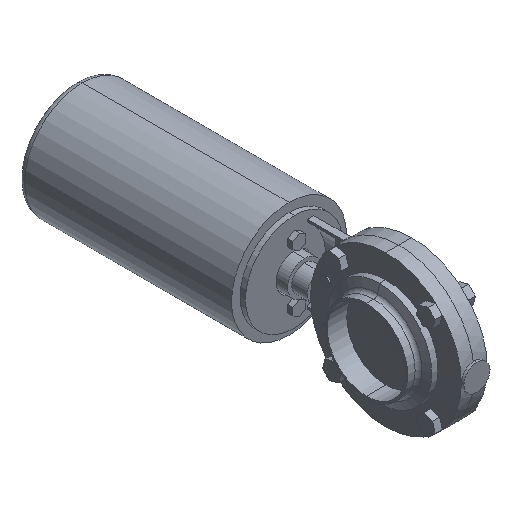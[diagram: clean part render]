
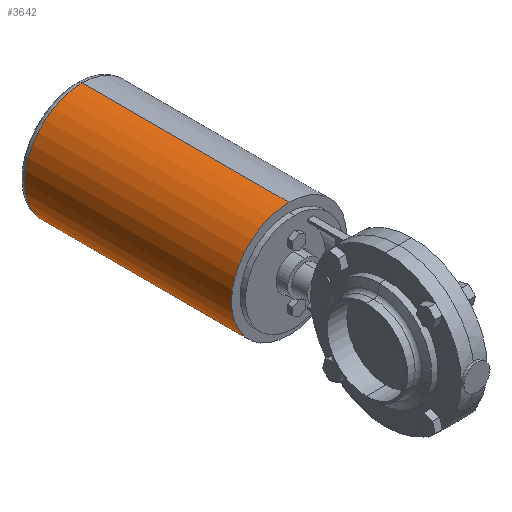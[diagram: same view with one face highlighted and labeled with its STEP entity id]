
A CAD part, isometric view. The second image highlights one B-rep face of the part: STEP entity #3642.
In plain terms, the highlighted cylindrical face has radius 44.25 mm (diameter 88.5 mm), a partial arc.
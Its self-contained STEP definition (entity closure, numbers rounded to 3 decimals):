
#42 = AXIS2_PLACEMENT_3D ( 'NONE', #549, #1715, #565 ) ;
#219 = EDGE_CURVE ( 'NONE', #4458, #360, #4679, .T. ) ;
#360 = VERTEX_POINT ( 'NONE', #1107 ) ;
#376 = CARTESIAN_POINT ( 'NONE',  ( 0., 164., -44.25 ) ) ;
#496 = VECTOR ( 'NONE', #4784, 1000. ) ;
#526 = CARTESIAN_POINT ( 'NONE',  ( 0., 164., 0. ) ) ;
#549 = CARTESIAN_POINT ( 'NONE',  ( 0., 159., 0. ) ) ;
#551 = CYLINDRICAL_SURFACE ( 'NONE', #4192, 44.25 ) ;
#565 = DIRECTION ( 'NONE',  ( 0., 0., 1. ) ) ;
#571 = CIRCLE ( 'NONE', #42, 44.25 ) ;
#1064 = CARTESIAN_POINT ( 'NONE',  ( 0., 0., -44.25 ) ) ;
#1077 = CARTESIAN_POINT ( 'NONE',  ( 0., 0., 0. ) ) ;
#1107 = CARTESIAN_POINT ( 'NONE',  ( 0., 0., 44.25 ) ) ;
#1156 = VERTEX_POINT ( 'NONE', #3296 ) ;
#1370 = LINE ( 'NONE', #5021, #4842 ) ;
#1715 = DIRECTION ( 'NONE',  ( 0., -1., 0. ) ) ;
#1869 = FACE_OUTER_BOUND ( 'NONE', #3995, .T. ) ;
#2059 = ORIENTED_EDGE ( 'NONE', *, *, #219, .T. ) ;
#2281 = DIRECTION ( 'NONE',  ( 0., 0., 1. ) ) ;
#2541 = ORIENTED_EDGE ( 'NONE', *, *, #2749, .T. ) ;
#2749 = EDGE_CURVE ( 'NONE', #2934, #4458, #3459, .T. ) ;
#2934 = VERTEX_POINT ( 'NONE', #5223 ) ;
#2969 = AXIS2_PLACEMENT_3D ( 'NONE', #1077, #3964, #2281 ) ;
#3296 = CARTESIAN_POINT ( 'NONE',  ( 0., 159., 44.25 ) ) ;
#3315 = ORIENTED_EDGE ( 'NONE', *, *, #4993, .T. ) ;
#3345 = DIRECTION ( 'NONE',  ( 0., -1., 0. ) ) ;
#3444 = DIRECTION ( 'NONE',  ( 0., -1., 0. ) ) ;
#3459 = LINE ( 'NONE', #376, #496 ) ;
#3642 = ADVANCED_FACE ( 'NONE', ( #1869 ), #551, .T. ) ;
#3964 = DIRECTION ( 'NONE',  ( 0., 1., 0. ) ) ;
#3995 = EDGE_LOOP ( 'NONE', ( #4881, #3315, #2541, #2059 ) ) ;
#4154 = DIRECTION ( 'NONE',  ( 0., 0., -1. ) ) ;
#4192 = AXIS2_PLACEMENT_3D ( 'NONE', #526, #3345, #4154 ) ;
#4447 = EDGE_CURVE ( 'NONE', #1156, #360, #1370, .T. ) ;
#4458 = VERTEX_POINT ( 'NONE', #1064 ) ;
#4679 = CIRCLE ( 'NONE', #2969, 44.25 ) ;
#4784 = DIRECTION ( 'NONE',  ( 0., -1., 0. ) ) ;
#4842 = VECTOR ( 'NONE', #3444, 1000. ) ;
#4881 = ORIENTED_EDGE ( 'NONE', *, *, #4447, .F. ) ;
#4993 = EDGE_CURVE ( 'NONE', #1156, #2934, #571, .T. ) ;
#5021 = CARTESIAN_POINT ( 'NONE',  ( 0., 164., 44.25 ) ) ;
#5223 = CARTESIAN_POINT ( 'NONE',  ( 0., 159., -44.25 ) ) ;
